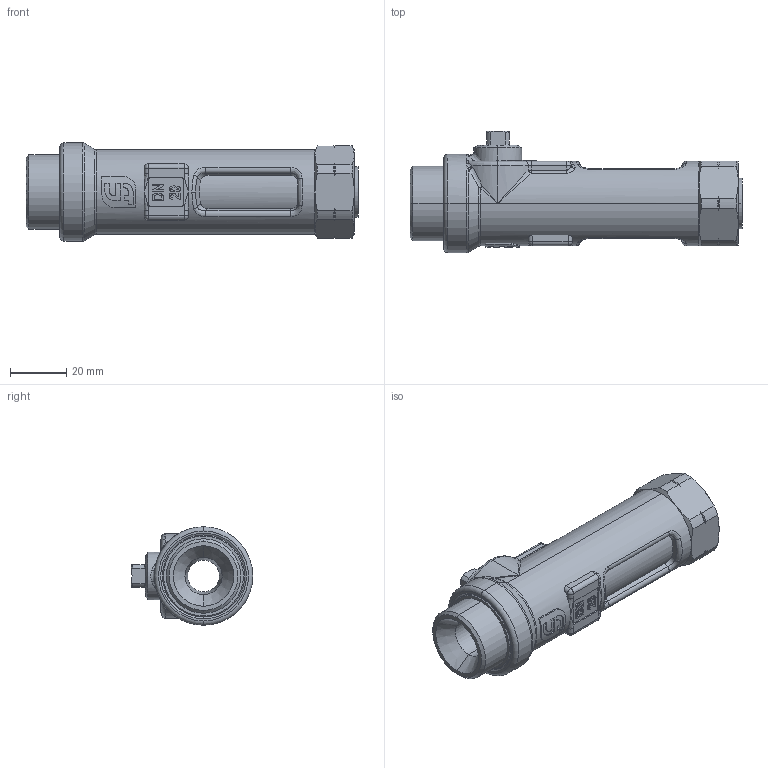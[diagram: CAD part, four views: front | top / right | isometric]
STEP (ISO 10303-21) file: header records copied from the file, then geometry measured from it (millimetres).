
FILE_DESCRIPTION (( 'STEP AP214' ), '1' );
FILE_NAME ('223.7318.000.STEP', '2019-06-18T07:56:35', ( '' ), ( '' ), 'SwSTEP 2.0', 'SolidWorks 2016', '' );
FILE_SCHEMA (( 'AUTOMOTIVE_DESIGN' ));
Length unit declared in the file: millimetre
Products named in the file (1): 223.7318.000
Bounding box: 118 x 43.2 x 35 mm (x, y, z)
Volume: 67093.4 mm3; surface area: 19798.1 mm2
Topology: 1 solids, 5 shells, 542 faces, 1384 edges, 866 vertices
Faces by surface type: plane 226, bspline 113, cylinder 112, cone 59, torus 23, sphere 9
Entity records: 27029 total; most frequent: CARTESIAN_POINT 9034, ORIENTED_EDGE 2732, DIRECTION 2258, EDGE_CURVE 1366, VERTEX_POINT 866, AXIS2_PLACEMENT_3D 788, LINE 682, VECTOR 682
